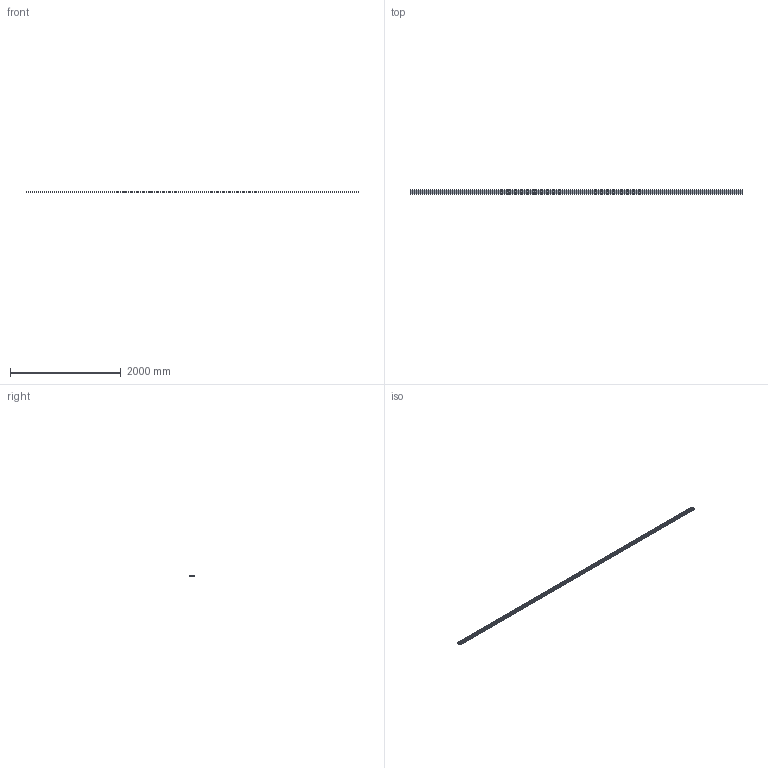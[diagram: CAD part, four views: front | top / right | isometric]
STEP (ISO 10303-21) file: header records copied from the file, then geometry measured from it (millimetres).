
FILE_DESCRIPTION (( 'STEP AP214' ), '1' );
FILE_NAME ('202088 Profil 8 80x16.STEP', '2019-02-06T12:45:21', ( '' ), ( '' ), 'SwSTEP 2.0', 'SolidWorks 2017', '' );
FILE_SCHEMA (( 'AUTOMOTIVE_DESIGN' ));
Length unit declared in the file: millimetre
Products named in the file (1): 202088 Profil 8 80x16
Bounding box: 6000 x 80 x 16 mm (x, y, z)
Volume: 4860665.2 mm3; surface area: 2008897 mm2
Topology: 1 solids, 1 shells, 57 faces, 165 edges, 110 vertices
Faces by surface type: cylinder 34, plane 23
Entity records: 1953 total; most frequent: DIRECTION 349, CARTESIAN_POINT 333, ORIENTED_EDGE 330, EDGE_CURVE 165, AXIS2_PLACEMENT_3D 126, VERTEX_POINT 110, LINE 97, VECTOR 97
